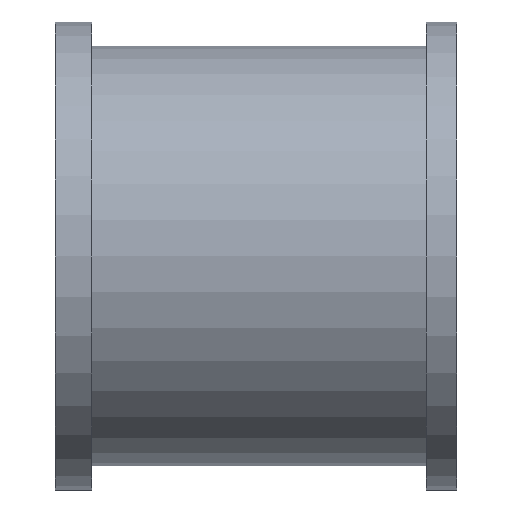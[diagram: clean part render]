
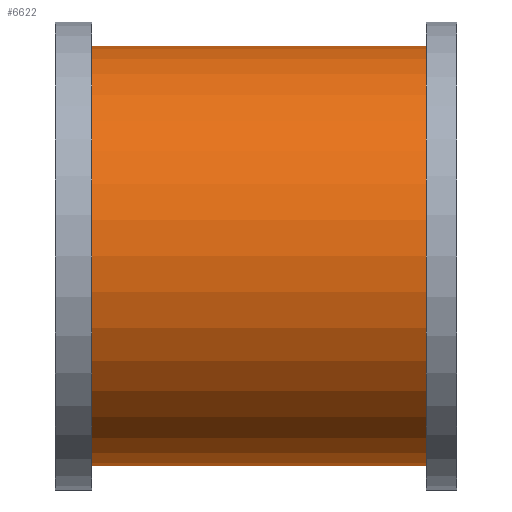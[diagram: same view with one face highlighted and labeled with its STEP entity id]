
A CAD part, front view. The second image highlights one B-rep face of the part: STEP entity #6622.
In plain terms, the highlighted cylindrical face has radius 3.45 mm (diameter 6.9 mm), a full revolution.
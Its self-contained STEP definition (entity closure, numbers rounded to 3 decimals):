
#6321 = PLANE('',#6322);
#6322 = AXIS2_PLACEMENT_3D('',#6323,#6324,#6325);
#6323 = CARTESIAN_POINT('',(-2.7,0.,0.));
#6324 = DIRECTION('',(1.,0.,0.));
#6325 = DIRECTION('',(0.,1.,0.));
#6501 = EDGE_CURVE('',#6502,#6502,#6504,.T.);
#6502 = VERTEX_POINT('',#6503);
#6503 = CARTESIAN_POINT('',(-2.7,3.45,0.));
#6504 = SURFACE_CURVE('',#6505,(#6510,#6517),.PCURVE_S1.);
#6505 = CIRCLE('',#6506,3.45);
#6506 = AXIS2_PLACEMENT_3D('',#6507,#6508,#6509);
#6507 = CARTESIAN_POINT('',(-2.7,0.,0.));
#6508 = DIRECTION('',(1.,0.,0.));
#6509 = DIRECTION('',(0.,1.,0.));
#6510 = PCURVE('',#6321,#6511);
#6511 = DEFINITIONAL_REPRESENTATION('',(#6512),#6516);
#6512 = CIRCLE('',#6513,3.45);
#6513 = AXIS2_PLACEMENT_2D('',#6514,#6515);
#6514 = CARTESIAN_POINT('',(0.,0.));
#6515 = DIRECTION('',(1.,-0.));
#6516 = ( GEOMETRIC_REPRESENTATION_CONTEXT(2) 
PARAMETRIC_REPRESENTATION_CONTEXT() REPRESENTATION_CONTEXT('2D SPACE',''
  ) );
#6517 = PCURVE('',#6518,#6523);
#6518 = CYLINDRICAL_SURFACE('',#6519,3.45);
#6519 = AXIS2_PLACEMENT_3D('',#6520,#6521,#6522);
#6520 = CARTESIAN_POINT('',(2.8,0.,0.));
#6521 = DIRECTION('',(-1.,-0.,-0.));
#6522 = DIRECTION('',(0.,1.,0.));
#6523 = DEFINITIONAL_REPRESENTATION('',(#6524),#6528);
#6524 = LINE('',#6525,#6526);
#6525 = CARTESIAN_POINT('',(-0.,5.5));
#6526 = VECTOR('',#6527,1.);
#6527 = DIRECTION('',(-1.,0.));
#6528 = ( GEOMETRIC_REPRESENTATION_CONTEXT(2) 
PARAMETRIC_REPRESENTATION_CONTEXT() REPRESENTATION_CONTEXT('2D SPACE',''
  ) );
#6622 = ADVANCED_FACE('',(#6623),#6518,.T.);
#6623 = FACE_BOUND('',#6624,.F.);
#6624 = EDGE_LOOP('',(#6625,#6654,#6675,#6676));
#6625 = ORIENTED_EDGE('',*,*,#6626,.T.);
#6626 = EDGE_CURVE('',#6627,#6627,#6629,.T.);
#6627 = VERTEX_POINT('',#6628);
#6628 = CARTESIAN_POINT('',(2.8,3.45,0.));
#6629 = SURFACE_CURVE('',#6630,(#6635,#6642),.PCURVE_S1.);
#6630 = CIRCLE('',#6631,3.45);
#6631 = AXIS2_PLACEMENT_3D('',#6632,#6633,#6634);
#6632 = CARTESIAN_POINT('',(2.8,0.,0.));
#6633 = DIRECTION('',(1.,0.,0.));
#6634 = DIRECTION('',(0.,1.,0.));
#6635 = PCURVE('',#6518,#6636);
#6636 = DEFINITIONAL_REPRESENTATION('',(#6637),#6641);
#6637 = LINE('',#6638,#6639);
#6638 = CARTESIAN_POINT('',(-0.,0.));
#6639 = VECTOR('',#6640,1.);
#6640 = DIRECTION('',(-1.,0.));
#6641 = ( GEOMETRIC_REPRESENTATION_CONTEXT(2) 
PARAMETRIC_REPRESENTATION_CONTEXT() REPRESENTATION_CONTEXT('2D SPACE',''
  ) );
#6642 = PCURVE('',#6643,#6648);
#6643 = PLANE('',#6644);
#6644 = AXIS2_PLACEMENT_3D('',#6645,#6646,#6647);
#6645 = CARTESIAN_POINT('',(2.8,0.,0.));
#6646 = DIRECTION('',(1.,0.,0.));
#6647 = DIRECTION('',(0.,1.,0.));
#6648 = DEFINITIONAL_REPRESENTATION('',(#6649),#6653);
#6649 = CIRCLE('',#6650,3.45);
#6650 = AXIS2_PLACEMENT_2D('',#6651,#6652);
#6651 = CARTESIAN_POINT('',(0.,0.));
#6652 = DIRECTION('',(1.,0.));
#6653 = ( GEOMETRIC_REPRESENTATION_CONTEXT(2) 
PARAMETRIC_REPRESENTATION_CONTEXT() REPRESENTATION_CONTEXT('2D SPACE',''
  ) );
#6654 = ORIENTED_EDGE('',*,*,#6655,.T.);
#6655 = EDGE_CURVE('',#6627,#6502,#6656,.T.);
#6656 = SEAM_CURVE('',#6657,(#6661,#6668),.PCURVE_S1.);
#6657 = LINE('',#6658,#6659);
#6658 = CARTESIAN_POINT('',(2.8,3.45,0.));
#6659 = VECTOR('',#6660,1.);
#6660 = DIRECTION('',(-1.,0.,0.));
#6661 = PCURVE('',#6518,#6662);
#6662 = DEFINITIONAL_REPRESENTATION('',(#6663),#6667);
#6663 = LINE('',#6664,#6665);
#6664 = CARTESIAN_POINT('',(-0.,0.));
#6665 = VECTOR('',#6666,1.);
#6666 = DIRECTION('',(-0.,1.));
#6667 = ( GEOMETRIC_REPRESENTATION_CONTEXT(2) 
PARAMETRIC_REPRESENTATION_CONTEXT() REPRESENTATION_CONTEXT('2D SPACE',''
  ) );
#6668 = PCURVE('',#6518,#6669);
#6669 = DEFINITIONAL_REPRESENTATION('',(#6670),#6674);
#6670 = LINE('',#6671,#6672);
#6671 = CARTESIAN_POINT('',(-6.283,0.));
#6672 = VECTOR('',#6673,1.);
#6673 = DIRECTION('',(-0.,1.));
#6674 = ( GEOMETRIC_REPRESENTATION_CONTEXT(2) 
PARAMETRIC_REPRESENTATION_CONTEXT() REPRESENTATION_CONTEXT('2D SPACE',''
  ) );
#6675 = ORIENTED_EDGE('',*,*,#6501,.F.);
#6676 = ORIENTED_EDGE('',*,*,#6655,.F.);
